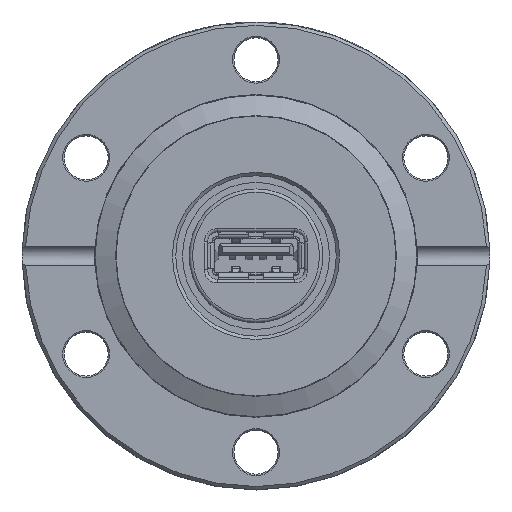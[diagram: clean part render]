
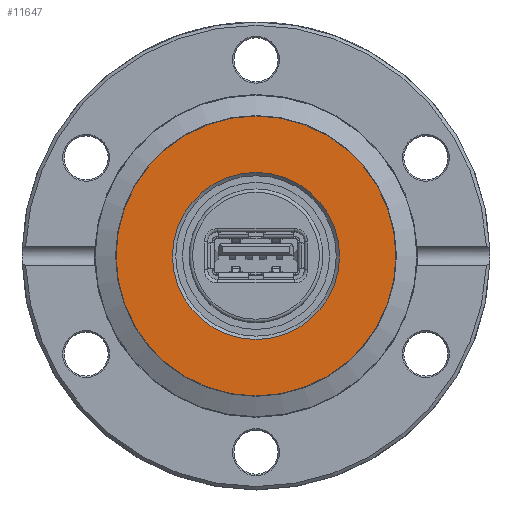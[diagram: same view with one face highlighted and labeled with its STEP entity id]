
A CAD part, top view. The second image highlights one B-rep face of the part: STEP entity #11647.
In plain terms, the highlighted planar face has unit normal (0, 0, 1).
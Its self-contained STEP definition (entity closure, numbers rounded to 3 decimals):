
#924 = DIRECTION ( 'NONE',  ( 0., 1., 0. ) ) ;
#1116 = FACE_BOUND ( 'NONE', #1811, .T. ) ;
#1811 = EDGE_LOOP ( 'NONE', ( #6731 ) ) ;
#2714 = VERTEX_POINT ( 'NONE', #14816 ) ;
#3023 = DIRECTION ( 'NONE',  ( 0., 0., 1. ) ) ;
#4353 = DIRECTION ( 'NONE',  ( 0., 0., -1. ) ) ;
#4489 = EDGE_CURVE ( 'NONE', #6375, #6375, #7496, .T. ) ;
#5570 = CARTESIAN_POINT ( 'NONE',  ( 0., -20.939, -1.2 ) ) ;
#5840 = DIRECTION ( 'NONE',  ( 0., 1., 0. ) ) ;
#6375 = VERTEX_POINT ( 'NONE', #5570 ) ;
#6731 = ORIENTED_EDGE ( 'NONE', *, *, #11760, .T. ) ;
#7048 = CARTESIAN_POINT ( 'NONE',  ( 0., 20.939, -1.2 ) ) ;
#7146 = FACE_OUTER_BOUND ( 'NONE', #9897, .T. ) ;
#7496 = CIRCLE ( 'NONE', #9387, 20.939 ) ;
#8536 = PLANE ( 'NONE',  #12581 ) ;
#8900 = ORIENTED_EDGE ( 'NONE', *, *, #4489, .T. ) ;
#9101 = AXIS2_PLACEMENT_3D ( 'NONE', #12000, #4353, #5840 ) ;
#9387 = AXIS2_PLACEMENT_3D ( 'NONE', #18287, #3023, #15219 ) ;
#9897 = EDGE_LOOP ( 'NONE', ( #8900 ) ) ;
#11604 = DIRECTION ( 'NONE',  ( 0., 0., -1. ) ) ;
#11647 = ADVANCED_FACE ( 'NONE', ( #1116, #7146 ), #8536, .F. ) ;
#11760 = EDGE_CURVE ( 'NONE', #2714, #2714, #18585, .T. ) ;
#12000 = CARTESIAN_POINT ( 'NONE',  ( 0., 0., -1.2 ) ) ;
#12581 = AXIS2_PLACEMENT_3D ( 'NONE', #7048, #11604, #924 ) ;
#14816 = CARTESIAN_POINT ( 'NONE',  ( 0., 12.5, -1.2 ) ) ;
#15219 = DIRECTION ( 'NONE',  ( 0., -1., 0. ) ) ;
#18287 = CARTESIAN_POINT ( 'NONE',  ( 0., 0., -1.2 ) ) ;
#18585 = CIRCLE ( 'NONE', #9101, 12.5 ) ;
